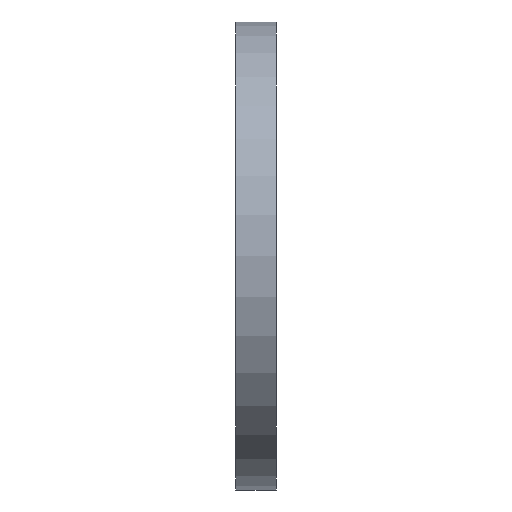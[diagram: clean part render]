
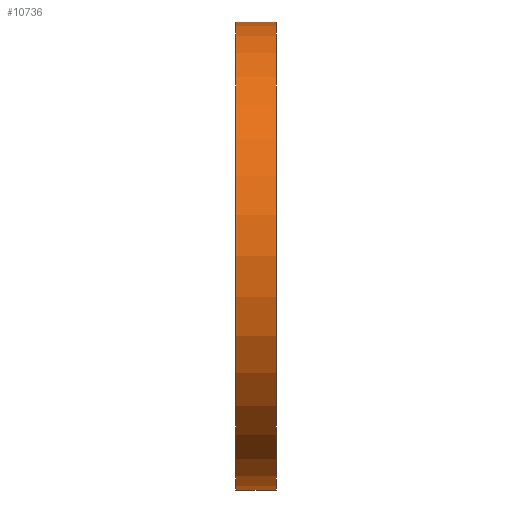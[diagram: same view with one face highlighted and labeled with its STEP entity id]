
A CAD part, left-side view. The second image highlights one B-rep face of the part: STEP entity #10736.
In plain terms, the highlighted cylindrical face has radius 35 mm (diameter 70 mm), a partial arc.
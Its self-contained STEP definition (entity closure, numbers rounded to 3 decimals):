
#221 = DIRECTION ( 'NONE',  ( 0., -1., 0. ) ) ;
#257 = DIRECTION ( 'NONE',  ( 0., -1., 0. ) ) ;
#684 = DIRECTION ( 'NONE',  ( 0., 1., 0. ) ) ;
#1294 = FACE_OUTER_BOUND ( 'NONE', #9329, .T. ) ;
#1426 = DIRECTION ( 'NONE',  ( 0., 1., 0. ) ) ;
#2031 = EDGE_CURVE ( 'NONE', #8012, #10859, #2081, .T. ) ;
#2081 = CIRCLE ( 'NONE', #11836, 35. ) ;
#3188 = VECTOR ( 'NONE', #221, 1000. ) ;
#3578 = DIRECTION ( 'NONE',  ( 0., 0., 1. ) ) ;
#4426 = ORIENTED_EDGE ( 'NONE', *, *, #2031, .F. ) ;
#4615 = VECTOR ( 'NONE', #257, 1000. ) ;
#5073 = EDGE_CURVE ( 'NONE', #8012, #9481, #8694, .T. ) ;
#5231 = DIRECTION ( 'NONE',  ( 0., 0., 1. ) ) ;
#6270 = CARTESIAN_POINT ( 'NONE',  ( 0., 6., 0. ) ) ;
#6932 = AXIS2_PLACEMENT_3D ( 'NONE', #9896, #8747, #9733 ) ;
#6989 = CARTESIAN_POINT ( 'NONE',  ( 0., 6., -35. ) ) ;
#7267 = ORIENTED_EDGE ( 'NONE', *, *, #5073, .T. ) ;
#7843 = EDGE_CURVE ( 'NONE', #9481, #10112, #11708, .T. ) ;
#7967 = ORIENTED_EDGE ( 'NONE', *, *, #11518, .F. ) ;
#7982 = CARTESIAN_POINT ( 'NONE',  ( 0., 0., -35. ) ) ;
#8012 = VERTEX_POINT ( 'NONE', #6989 ) ;
#8645 = AXIS2_PLACEMENT_3D ( 'NONE', #11485, #684, #3578 ) ;
#8694 = LINE ( 'NONE', #11919, #3188 ) ;
#8747 = DIRECTION ( 'NONE',  ( 0., -1., 0. ) ) ;
#8916 = CYLINDRICAL_SURFACE ( 'NONE', #6932, 35. ) ;
#9252 = CARTESIAN_POINT ( 'NONE',  ( 0., 6., 35. ) ) ;
#9329 = EDGE_LOOP ( 'NONE', ( #7967, #4426, #7267, #10099 ) ) ;
#9481 = VERTEX_POINT ( 'NONE', #7982 ) ;
#9733 = DIRECTION ( 'NONE',  ( 0., 0., -1. ) ) ;
#9896 = CARTESIAN_POINT ( 'NONE',  ( 0., 6., 0. ) ) ;
#9967 = CARTESIAN_POINT ( 'NONE',  ( 0., 6., 35. ) ) ;
#9969 = CARTESIAN_POINT ( 'NONE',  ( 0., 0., 35. ) ) ;
#10099 = ORIENTED_EDGE ( 'NONE', *, *, #7843, .T. ) ;
#10112 = VERTEX_POINT ( 'NONE', #9969 ) ;
#10134 = LINE ( 'NONE', #9967, #4615 ) ;
#10736 = ADVANCED_FACE ( 'NONE', ( #1294 ), #8916, .T. ) ;
#10859 = VERTEX_POINT ( 'NONE', #9252 ) ;
#11485 = CARTESIAN_POINT ( 'NONE',  ( 0., 0., 0. ) ) ;
#11518 = EDGE_CURVE ( 'NONE', #10859, #10112, #10134, .T. ) ;
#11708 = CIRCLE ( 'NONE', #8645, 35. ) ;
#11836 = AXIS2_PLACEMENT_3D ( 'NONE', #6270, #1426, #5231 ) ;
#11919 = CARTESIAN_POINT ( 'NONE',  ( 0., 6., -35. ) ) ;
